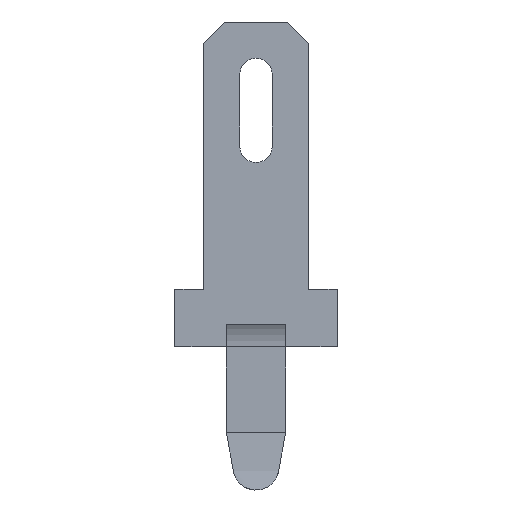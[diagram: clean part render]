
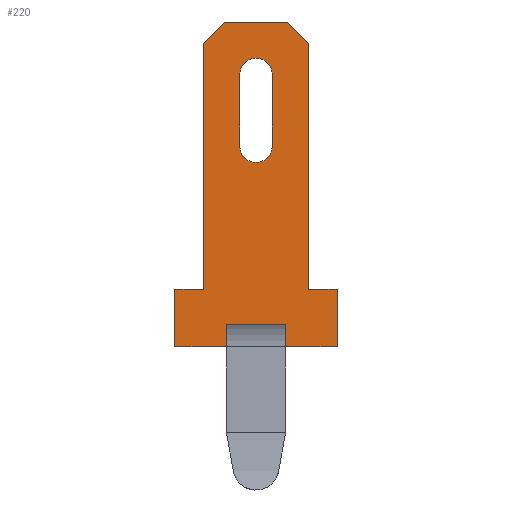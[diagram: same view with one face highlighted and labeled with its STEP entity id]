
A CAD part, front view. The second image highlights one B-rep face of the part: STEP entity #220.
In plain terms, the highlighted planar face has unit normal (0, -1, 0).
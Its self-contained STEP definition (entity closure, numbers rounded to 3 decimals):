
#65=CARTESIAN_POINT('',(-2.375,-0.34,9.068));
#66=DIRECTION('',(0.0,1.0,0.0));
#67=DIRECTION('',(0.0,0.0,1.0));
#68=AXIS2_PLACEMENT_3D('',#65,#66,#67);
#69=PLANE('',#68);
#70=CARTESIAN_POINT('',(-0.787,-0.34,0.603));
#71=VERTEX_POINT('',#70);
#72=CARTESIAN_POINT('',(0.787,-0.34,0.603));
#73=VERTEX_POINT('',#72);
#74=CARTESIAN_POINT('',(-0.787,-0.34,0.603));
#75=DIRECTION('',(1.0,0.0,0.0));
#76=VECTOR('',#75,1.575);
#77=LINE('',#74,#76);
#78=EDGE_CURVE('',#71,#73,#77,.T.);
#79=ORIENTED_EDGE('',*,*,#78,.T.);
#80=CARTESIAN_POINT('',(0.787,-0.34,0.0));
#81=VERTEX_POINT('',#80);
#82=CARTESIAN_POINT('',(0.787,-0.34,0.0));
#83=DIRECTION('',(0.0,0.0,1.0));
#84=VECTOR('',#83,0.603);
#85=LINE('',#82,#84);
#86=EDGE_CURVE('',#81,#73,#85,.T.);
#87=ORIENTED_EDGE('',*,*,#86,.F.);
#88=CARTESIAN_POINT('',(2.159,-0.34,0.0));
#89=VERTEX_POINT('',#88);
#90=CARTESIAN_POINT('',(2.159,-0.34,0.0));
#91=DIRECTION('',(-1.0,0.0,0.0));
#92=VECTOR('',#91,1.372);
#93=LINE('',#90,#92);
#94=EDGE_CURVE('',#89,#81,#93,.T.);
#95=ORIENTED_EDGE('',*,*,#94,.F.);
#96=CARTESIAN_POINT('',(2.159,-0.34,1.524));
#97=VERTEX_POINT('',#96);
#98=CARTESIAN_POINT('',(2.159,-0.34,1.524));
#99=DIRECTION('',(0.0,0.0,-1.0));
#100=VECTOR('',#99,1.524);
#101=LINE('',#98,#100);
#102=EDGE_CURVE('',#97,#89,#101,.T.);
#103=ORIENTED_EDGE('',*,*,#102,.F.);
#104=CARTESIAN_POINT('',(1.397,-0.34,1.524));
#105=VERTEX_POINT('',#104);
#106=CARTESIAN_POINT('',(1.397,-0.34,1.524));
#107=DIRECTION('',(1.0,0.0,0.0));
#108=VECTOR('',#107,0.762);
#109=LINE('',#106,#108);
#110=EDGE_CURVE('',#105,#97,#109,.T.);
#111=ORIENTED_EDGE('',*,*,#110,.F.);
#112=CARTESIAN_POINT('',(1.397,-0.34,8.077));
#113=VERTEX_POINT('',#112);
#114=CARTESIAN_POINT('',(1.397,-0.34,8.077));
#115=DIRECTION('',(0.0,0.0,-1.0));
#116=VECTOR('',#115,6.553);
#117=LINE('',#114,#116);
#118=EDGE_CURVE('',#113,#105,#117,.T.);
#119=ORIENTED_EDGE('',*,*,#118,.F.);
#120=CARTESIAN_POINT('',(0.838,-0.34,8.636));
#121=VERTEX_POINT('',#120);
#122=CARTESIAN_POINT('',(0.838,-0.34,8.636));
#123=DIRECTION('',(0.707,0.0,-0.707));
#124=VECTOR('',#123,0.79);
#125=LINE('',#122,#124);
#126=EDGE_CURVE('',#121,#113,#125,.T.);
#127=ORIENTED_EDGE('',*,*,#126,.F.);
#128=CARTESIAN_POINT('',(-0.838,-0.34,8.636));
#129=VERTEX_POINT('',#128);
#130=CARTESIAN_POINT('',(-0.838,-0.34,8.636));
#131=DIRECTION('',(1.0,0.0,0.0));
#132=VECTOR('',#131,1.676);
#133=LINE('',#130,#132);
#134=EDGE_CURVE('',#129,#121,#133,.T.);
#135=ORIENTED_EDGE('',*,*,#134,.F.);
#136=CARTESIAN_POINT('',(-1.397,-0.34,8.077));
#137=VERTEX_POINT('',#136);
#138=CARTESIAN_POINT('',(-1.397,-0.34,8.077));
#139=DIRECTION('',(0.707,0.0,0.707));
#140=VECTOR('',#139,0.79);
#141=LINE('',#138,#140);
#142=EDGE_CURVE('',#137,#129,#141,.T.);
#143=ORIENTED_EDGE('',*,*,#142,.F.);
#144=CARTESIAN_POINT('',(-1.397,-0.34,1.524));
#145=VERTEX_POINT('',#144);
#146=CARTESIAN_POINT('',(-1.397,-0.34,1.524));
#147=DIRECTION('',(0.0,0.0,1.0));
#148=VECTOR('',#147,6.553);
#149=LINE('',#146,#148);
#150=EDGE_CURVE('',#145,#137,#149,.T.);
#151=ORIENTED_EDGE('',*,*,#150,.F.);
#152=CARTESIAN_POINT('',(-2.159,-0.34,1.524));
#153=VERTEX_POINT('',#152);
#154=CARTESIAN_POINT('',(-2.159,-0.34,1.524));
#155=DIRECTION('',(1.0,0.0,0.0));
#156=VECTOR('',#155,0.762);
#157=LINE('',#154,#156);
#158=EDGE_CURVE('',#153,#145,#157,.T.);
#159=ORIENTED_EDGE('',*,*,#158,.F.);
#160=CARTESIAN_POINT('',(-2.159,-0.34,0.0));
#161=VERTEX_POINT('',#160);
#162=CARTESIAN_POINT('',(-2.159,-0.34,0.0));
#163=DIRECTION('',(0.0,0.0,1.0));
#164=VECTOR('',#163,1.524);
#165=LINE('',#162,#164);
#166=EDGE_CURVE('',#161,#153,#165,.T.);
#167=ORIENTED_EDGE('',*,*,#166,.F.);
#168=CARTESIAN_POINT('',(-0.787,-0.34,0.0));
#169=VERTEX_POINT('',#168);
#170=CARTESIAN_POINT('',(-0.787,-0.34,0.0));
#171=DIRECTION('',(-1.0,0.0,0.0));
#172=VECTOR('',#171,1.372);
#173=LINE('',#170,#172);
#174=EDGE_CURVE('',#169,#161,#173,.T.);
#175=ORIENTED_EDGE('',*,*,#174,.F.);
#176=CARTESIAN_POINT('',(-0.787,-0.34,0.0));
#177=DIRECTION('',(0.0,0.0,1.0));
#178=VECTOR('',#177,0.603);
#179=LINE('',#176,#178);
#180=EDGE_CURVE('',#169,#71,#179,.T.);
#181=ORIENTED_EDGE('',*,*,#180,.T.);
#182=EDGE_LOOP('',(#79,#87,#95,#103,#111,#119,#127,#135,#143,#151,#159,#167,#175,#181));
#183=FACE_OUTER_BOUND('',#182,.T.);
#184=CARTESIAN_POINT('',(-0.432,-0.34,5.334));
#185=VERTEX_POINT('',#184);
#186=CARTESIAN_POINT('',(0.432,-0.34,5.334));
#187=VERTEX_POINT('',#186);
#188=CARTESIAN_POINT('',(0.0,-0.34,5.334));
#189=DIRECTION('',(0.0,-1.0,0.0));
#190=DIRECTION('',(-1.0,0.0,0.0));
#191=AXIS2_PLACEMENT_3D('',#188,#189,#190);
#192=CIRCLE('',#191,0.432);
#193=EDGE_CURVE('',#185,#187,#192,.T.);
#194=ORIENTED_EDGE('',*,*,#193,.F.);
#195=CARTESIAN_POINT('',(-0.432,-0.34,7.239));
#196=VERTEX_POINT('',#195);
#197=CARTESIAN_POINT('',(-0.432,-0.34,7.239));
#198=DIRECTION('',(0.0,0.0,-1.0));
#199=VECTOR('',#198,1.905);
#200=LINE('',#197,#199);
#201=EDGE_CURVE('',#196,#185,#200,.T.);
#202=ORIENTED_EDGE('',*,*,#201,.F.);
#203=CARTESIAN_POINT('',(0.432,-0.34,7.239));
#204=VERTEX_POINT('',#203);
#205=CARTESIAN_POINT('',(0.0,-0.34,7.239));
#206=DIRECTION('',(0.0,-1.0,0.0));
#207=DIRECTION('',(1.0,0.0,0.0));
#208=AXIS2_PLACEMENT_3D('',#205,#206,#207);
#209=CIRCLE('',#208,0.432);
#210=EDGE_CURVE('',#204,#196,#209,.T.);
#211=ORIENTED_EDGE('',*,*,#210,.F.);
#212=CARTESIAN_POINT('',(0.432,-0.34,5.334));
#213=DIRECTION('',(0.0,0.0,1.0));
#214=VECTOR('',#213,1.905);
#215=LINE('',#212,#214);
#216=EDGE_CURVE('',#187,#204,#215,.T.);
#217=ORIENTED_EDGE('',*,*,#216,.F.);
#218=EDGE_LOOP('',(#194,#202,#211,#217));
#219=FACE_BOUND('',#218,.T.);
#220=ADVANCED_FACE('',(#183,#219),#69,.F.);
